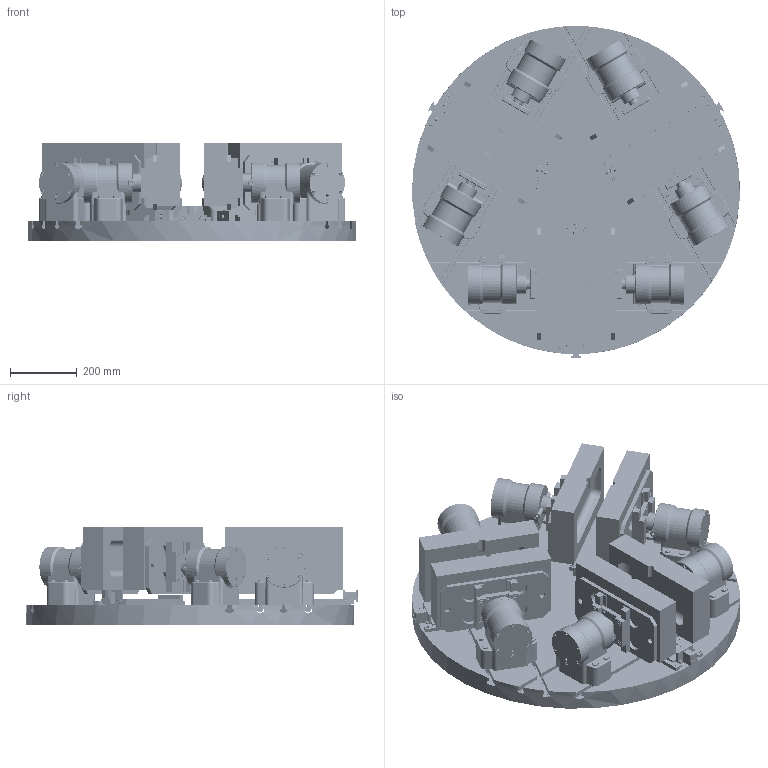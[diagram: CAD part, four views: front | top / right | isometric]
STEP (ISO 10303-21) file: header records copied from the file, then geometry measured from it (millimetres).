
FILE_DESCRIPTION((''),'2;1');
FILE_NAME('105000_RUNDSCHALTTISCH-A.stp','2012-10-23T15:18:06',('wfischer'),(''),'Autodesk Inventor 2011','Autodesk Inventor 2011','');
FILE_SCHEMA(('AUTOMOTIVE_DESIGN { 1 0 10303 214 1 1 1 1 }'));
Length unit declared in the file: millimetre
Products named in the file (55): 105000_RUNDSCHALTTISCH-A; 2211086-A; 920337_ROHTEIL01-P; 948740-A; 922717-A; 922717_ROHTEIL01-P; 920668-A; 920668_ROHTEIL01-P; 920629-A; 920629_ROHTEIL01-P; 922660-A; 922660_ROHTEIL01-P; DIN EN ISO 4762 - Zylinderschraube (Ersatz für DIN 912) M6 x 16; 923405-A; 923405_RUND01-P; 926069-A; 926069_RUND01-P; 923976-A; 923976_BLECH01-P; 951800-A; 951800_BLECH01-P; 951800_DICHTUNG01-P; DIN EN ISO 10511 - selbstsichernde Mutter (Ersatz für DIN 985) M12; 951608-P; DIN 472 50 x 2; 59241-A; 59241_FLACH01-P; DIN EN ISO 4017 - Sechskantschraube mit Regelgewinde bis zum Kopf (Ersatz für DIN 933) M10 x 80; 952696-P; 948740_951729-P; 948741-A; 943057-A; 943057_BLECH01-P; 943057_FLACH01-P; 943057_FLACH01-P_1; 924187-A; 924187_FLACH01-P; DIN EN ISO 4762 - Zylinderschraube (Ersatz für DIN 912) M8 x 16; 933060-A; 933060_FLACH01-P ...
Assembly tree (183 placements, depth 4):
  105000_RUNDSCHALTTISCH-A
    2211086-A
      920337_ROHTEIL01-P
    948740-A  x3
      922717-A
        922717_ROHTEIL01-P
      920668-A
        920668_ROHTEIL01-P
      920629-A
        920629_ROHTEIL01-P
      922660-A
        922660_ROHTEIL01-P
      DIN EN ISO 4762 - Zylinderschraube (Ersatz für DIN 912) M6 x 16
      923405-A
        923405_RUND01-P
      926069-A
        926069_RUND01-P
      923976-A
        923976_BLECH01-P
      951800-A
        951800_BLECH01-P
        951800_DICHTUNG01-P
      DIN EN ISO 10511 - selbstsichernde Mutter (Ersatz für DIN 985) M12
      951608-P
      DIN 472 50 x 2
      59241-A
        59241_FLACH01-P
      DIN EN ISO 4017 - Sechskantschraube mit Regelgewinde bis zum Kopf (Ersatz für DIN 933) M10 x 80
      952696-P
      948740_951729-P
    948741-A  x6
      943057-A
        943057_BLECH01-P
        943057_FLACH01-P
        943057_FLACH01-P_1
      924187-A
        924187_FLACH01-P
      DIN EN ISO 4762 - Zylinderschraube (Ersatz für DIN 912) M8 x 16
    933060-A  x3
      933060_FLACH01-P
    DIN EN ISO 4762 - Zylinderschraube (Ersatz für DIN 912) M8 x 35  x6
    934848-A  x6
      934848_FLACH01-P
    DIN EN ISO 4762 - Zylinderschraube (Ersatz für DIN 912) M6 x 16  x30
    935201-A  x3
      935201_BLECH01-P
    939954-A  x3
      939954_BLECH01-P
      939954_BLECH02-P
      939954_FLACH01-P
    933059-A  x3
      933059_SECHSKANT01-P
    923532-A  x3
      923532_BLECH01-P
    DIN EN ISO 4762 - Zylinderschraube (Ersatz für DIN 912) M6 x 20  x6
    105000_KERNKASTEN  x6
Bounding box: 982.51 x 994.38 x 293.3 mm (x, y, z)
Volume: 59654463 mm3; surface area: 7999372.6 mm2
Topology: 358 solids, 358 shells, 8029 faces, 18458 edges, 11393 vertices
Faces by surface type: plane 3691, cylinder 2232, cone 852, torus 681, bspline 375, sphere 198
Full cylindrical faces by diameter (mm): 2.5 x12, 4 x12, 5 x144, 6 x135, 6.6 x138, 6.8 x45, 7 x6, 7.647 x6, 8 x36, 8.5 x45, 8.8 x12, 9 x30, 10 x156, 10.106 x6, 11 x168, 12 x12, 13 x51, 14 x6, 14.63 x24, 15 x30, 16.6 x6, 18 x12, 20 x6, 24 x24, 30 x30, 31 x18, 32 x6, 35 x18, 40 x12, 48 x6
Entity records: 59180 total; most frequent: CARTESIAN_POINT 17409, DIRECTION 8912, ORIENTED_EDGE 7512, EDGE_CURVE 3756, AXIS2_PLACEMENT_3D 3693, EDGE_LOOP 2431, VERTEX_POINT 2415, FACE_OUTER_BOUND 1802
